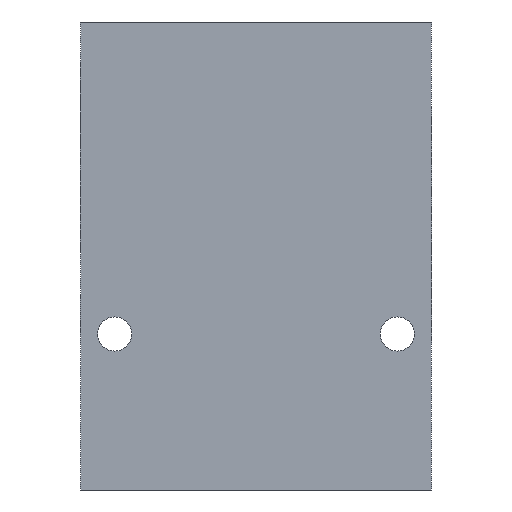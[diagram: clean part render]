
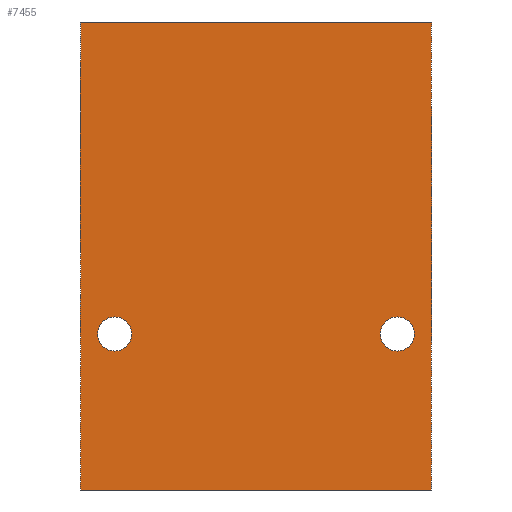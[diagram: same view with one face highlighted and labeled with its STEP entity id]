
A CAD part, front view. The second image highlights one B-rep face of the part: STEP entity #7455.
In plain terms, the highlighted planar face has unit normal (0, -1, 0).
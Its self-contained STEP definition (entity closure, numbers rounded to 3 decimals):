
#26=CIRCLE('',#7715,2.781);
#27=CIRCLE('',#7716,2.781);
#29=CIRCLE('',#7719,2.781);
#30=CIRCLE('',#7720,2.781);
#150=FACE_BOUND('',#1189,.T.);
#151=FACE_BOUND('',#1190,.T.);
#400=PLANE('',#7821);
#775=FACE_OUTER_BOUND('',#1188,.T.);
#1188=EDGE_LOOP('',(#6629,#6630,#6631,#6632));
#1189=EDGE_LOOP('',(#6633,#6634));
#1190=EDGE_LOOP('',(#6635,#6636));
#1478=LINE('',#11177,#2235);
#1946=LINE('',#12622,#2703);
#1951=LINE('',#12631,#2708);
#1952=LINE('',#12632,#2709);
#2235=VECTOR('',#8262,10.);
#2703=VECTOR('',#9258,10.);
#2708=VECTOR('',#9269,10.);
#2709=VECTOR('',#9270,10.);
#3196=VERTEX_POINT('',#11170);
#3199=VERTEX_POINT('',#11175);
#3519=VERTEX_POINT('',#12414);
#3520=VERTEX_POINT('',#12416);
#3522=VERTEX_POINT('',#12422);
#3523=VERTEX_POINT('',#12424);
#3591=VERTEX_POINT('',#12619);
#3592=VERTEX_POINT('',#12621);
#4032=EDGE_CURVE('',#3196,#3199,#1478,.T.);
#4512=EDGE_CURVE('',#3520,#3519,#26,.T.);
#4513=EDGE_CURVE('',#3519,#3520,#27,.T.);
#4516=EDGE_CURVE('',#3523,#3522,#29,.T.);
#4517=EDGE_CURVE('',#3522,#3523,#30,.T.);
#4609=EDGE_CURVE('',#3591,#3592,#1946,.T.);
#4614=EDGE_CURVE('',#3591,#3196,#1951,.T.);
#4615=EDGE_CURVE('',#3592,#3199,#1952,.T.);
#6629=ORIENTED_EDGE('',*,*,#4614,.T.);
#6630=ORIENTED_EDGE('',*,*,#4032,.T.);
#6631=ORIENTED_EDGE('',*,*,#4615,.F.);
#6632=ORIENTED_EDGE('',*,*,#4609,.F.);
#6633=ORIENTED_EDGE('',*,*,#4512,.T.);
#6634=ORIENTED_EDGE('',*,*,#4513,.T.);
#6635=ORIENTED_EDGE('',*,*,#4516,.T.);
#6636=ORIENTED_EDGE('',*,*,#4517,.T.);
#7455=ADVANCED_FACE('',(#775,#150,#151),#400,.T.);
#7715=AXIS2_PLACEMENT_3D('',#12417,#9021,#9022);
#7716=AXIS2_PLACEMENT_3D('',#12418,#9023,#9024);
#7719=AXIS2_PLACEMENT_3D('',#12425,#9030,#9031);
#7720=AXIS2_PLACEMENT_3D('',#12426,#9032,#9033);
#7821=AXIS2_PLACEMENT_3D('',#12630,#9267,#9268);
#8262=DIRECTION('',(0.,0.,1.));
#9021=DIRECTION('center_axis',(0.,1.,0.));
#9022=DIRECTION('ref_axis',(1.,0.,0.));
#9023=DIRECTION('center_axis',(0.,1.,0.));
#9024=DIRECTION('ref_axis',(1.,0.,0.));
#9030=DIRECTION('center_axis',(0.,1.,0.));
#9031=DIRECTION('ref_axis',(1.,0.,0.));
#9032=DIRECTION('center_axis',(0.,1.,0.));
#9033=DIRECTION('ref_axis',(1.,0.,0.));
#9258=DIRECTION('',(0.,0.,1.));
#9267=DIRECTION('center_axis',(0.,-1.,0.));
#9268=DIRECTION('ref_axis',(1.,0.,0.));
#9269=DIRECTION('',(1.,0.,0.));
#9270=DIRECTION('',(1.,0.,0.));
#11170=CARTESIAN_POINT('',(57.15,0.,0.));
#11175=CARTESIAN_POINT('',(57.15,0.,76.2));
#11177=CARTESIAN_POINT('',(57.15,0.,0.));
#12414=CARTESIAN_POINT('',(48.806,0.,25.4));
#12416=CARTESIAN_POINT('',(54.369,0.,25.4));
#12417=CARTESIAN_POINT('Origin',(51.587,0.,25.4));
#12418=CARTESIAN_POINT('Origin',(51.587,0.,25.4));
#12422=CARTESIAN_POINT('',(2.781,0.,25.4));
#12424=CARTESIAN_POINT('',(8.344,0.,25.4));
#12425=CARTESIAN_POINT('Origin',(5.563,0.,25.4));
#12426=CARTESIAN_POINT('Origin',(5.563,0.,25.4));
#12619=CARTESIAN_POINT('',(0.,0.,0.));
#12621=CARTESIAN_POINT('',(0.,0.,76.2));
#12622=CARTESIAN_POINT('',(0.,0.,0.));
#12630=CARTESIAN_POINT('Origin',(0.,0.,0.));
#12631=CARTESIAN_POINT('',(0.,0.,0.));
#12632=CARTESIAN_POINT('',(0.,0.,76.2));
